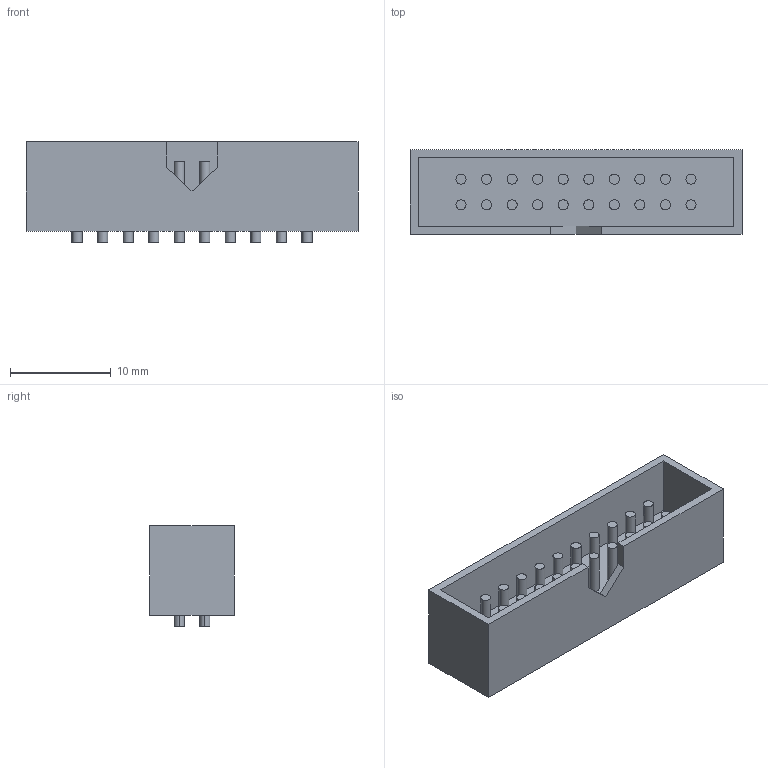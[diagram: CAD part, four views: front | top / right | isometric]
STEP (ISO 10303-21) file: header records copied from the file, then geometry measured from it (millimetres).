
FILE_DESCRIPTION (( 'STEP AP214' ), '1' );
FILE_NAME ('IDC20-2.54.STEP', '2012-08-27T06:23:48', ( 'User' ), ( 'Microsoft' ), 'SwSTEP 2.0', 'SolidWorks 2011', '' );
FILE_SCHEMA (( 'AUTOMOTIVE_DESIGN' ));
Length unit declared in the file: millimetre
Products named in the file (1): IDC20-2.54
Bounding box: 33 x 8.4 x 10 mm (x, y, z)
Volume: 1251.2 mm3; surface area: 2038.5 mm2
Topology: 1 solids, 1 shells, 135 faces, 279 edges, 186 vertices
Faces by surface type: cylinder 80, plane 55
Entity records: 3852 total; most frequent: DIRECTION 711, CARTESIAN_POINT 601, ORIENTED_EDGE 558, AXIS2_PLACEMENT_3D 296, EDGE_CURVE 279, VERTEX_POINT 186, EDGE_LOOP 175, CIRCLE 160
